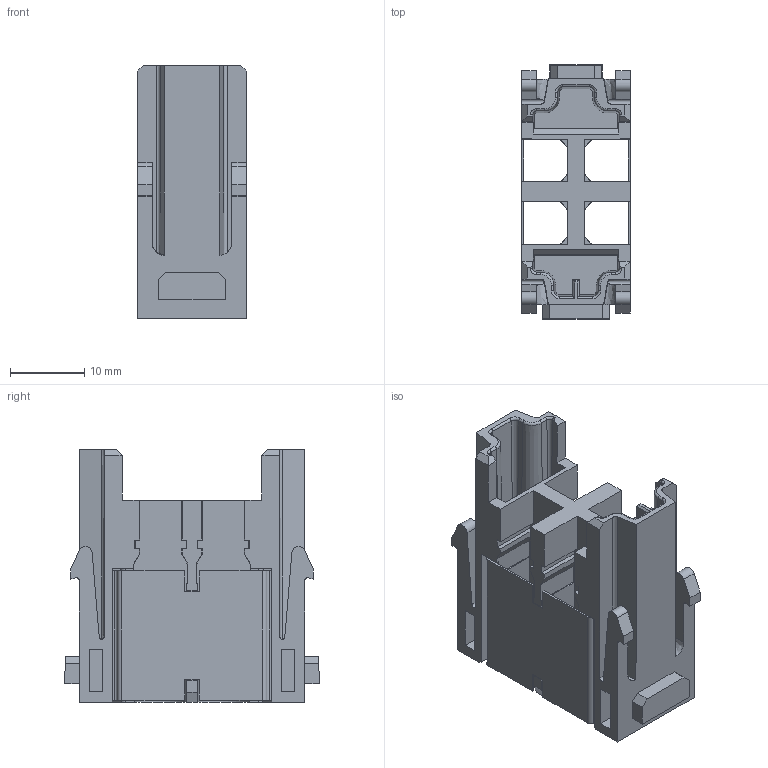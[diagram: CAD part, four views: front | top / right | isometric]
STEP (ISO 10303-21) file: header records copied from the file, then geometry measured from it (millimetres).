
FILE_DESCRIPTION((''),'2;1');
FILE_NAME('HMSC-004-MC_39','2017-09-21T',('wl.kang'),(''),'PRO/ENGINEER BY PARAMETRIC TECHNOLOGY CORPORATION, 2012480','PRO/ENGINEER BY PARAMETRIC TECHNOLOGY CORPORATION, 2012480','');
FILE_SCHEMA(('AUTOMOTIVE_DESIGN { 1 0 10303 214 1 1 1 1 }'));
Length unit declared in the file: millimetre
Products named in the file (1): HMSC-004-MC_39
Bounding box: 14.6 x 34.2 x 34 mm (x, y, z)
Volume: 6126.2 mm3; surface area: 9936.9 mm2
Topology: 3 solids, 3 shells, 408 faces, 1158 edges, 764 vertices
Faces by surface type: plane 313, cylinder 63, cone 16, torus 12, bspline 4
Entity records: 17068 total; most frequent: CARTESIAN_POINT 2764, ORIENTED_EDGE 2316, DIRECTION 2074, PRESENTATION_STYLE_ASSIGNMENT 1161, STYLED_ITEM 1161, CURVE_STYLE 1158, EDGE_CURVE 1158, VECTOR 946
